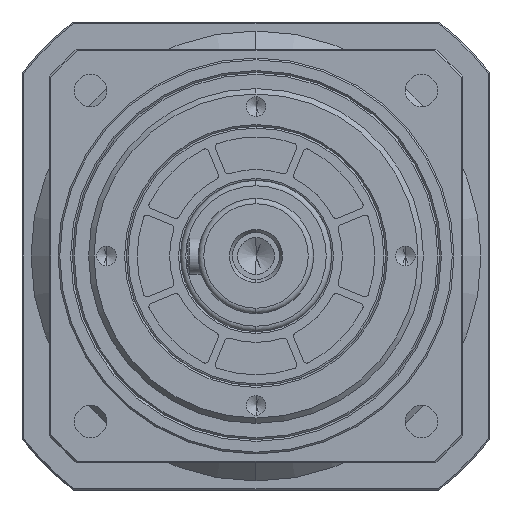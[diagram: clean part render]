
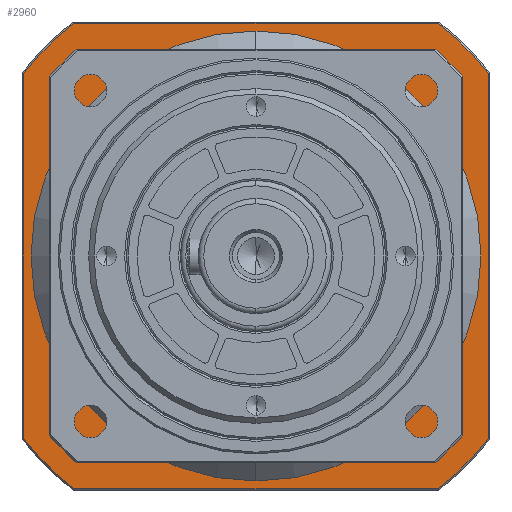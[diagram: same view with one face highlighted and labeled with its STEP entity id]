
A CAD part, left-side view. The second image highlights one B-rep face of the part: STEP entity #2960.
In plain terms, the highlighted planar face has unit normal (-1, 0, 0).
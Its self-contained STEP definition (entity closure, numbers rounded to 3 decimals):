
#248 = ORIENTED_EDGE ( 'NONE', *, *, #15703, .T. ) ;
#945 = DIRECTION ( 'NONE',  ( -1., 0., 0. ) ) ;
#1159 = VERTEX_POINT ( 'NONE', #7847 ) ;
#1176 = CARTESIAN_POINT ( 'NONE',  ( 0., 50.668, 64.6 ) ) ;
#1972 = EDGE_LOOP ( 'NONE', ( #21255, #20312 ) ) ;
#2518 = DIRECTION ( 'NONE',  ( 0., -1., 0. ) ) ;
#2603 = CARTESIAN_POINT ( 'NONE',  ( 0., 64.6, 50.668 ) ) ;
#2688 = AXIS2_PLACEMENT_3D ( 'NONE', #10798, #945, #12486 ) ;
#2725 = EDGE_CURVE ( 'NONE', #7707, #13528, #17724, .T. ) ;
#2746 = CARTESIAN_POINT ( 'NONE',  ( 0., 64.6, 0. ) ) ;
#2802 = CARTESIAN_POINT ( 'NONE',  ( 0., 64.6, -50.668 ) ) ;
#2846 = EDGE_CURVE ( 'NONE', #1159, #5717, #3527, .T. ) ;
#2960 = ADVANCED_FACE ( 'NONE', ( #14635, #9707 ), #13047, .F. ) ;
#3028 = VECTOR ( 'NONE', #9993, 1000. ) ;
#3165 = DIRECTION ( 'NONE',  ( 1., 0., 0. ) ) ;
#3361 = CARTESIAN_POINT ( 'NONE',  ( 0., 39., 64.6 ) ) ;
#3527 = CIRCLE ( 'NONE', #4677, 82.1 ) ;
#3663 = CARTESIAN_POINT ( 'NONE',  ( 0., 0., 0. ) ) ;
#3732 = VERTEX_POINT ( 'NONE', #9936 ) ;
#3804 = CARTESIAN_POINT ( 'NONE',  ( 0., 0., 0. ) ) ;
#4611 = CIRCLE ( 'NONE', #14979, 39.4 ) ;
#4639 = CARTESIAN_POINT ( 'NONE',  ( 0., 0., 0. ) ) ;
#4677 = AXIS2_PLACEMENT_3D ( 'NONE', #17950, #8080, #19598 ) ;
#5292 = DIRECTION ( 'NONE',  ( 0., 0., -1. ) ) ;
#5334 = LINE ( 'NONE', #12330, #9223 ) ;
#5352 = ORIENTED_EDGE ( 'NONE', *, *, #7700, .T. ) ;
#5443 = CIRCLE ( 'NONE', #14209, 82.1 ) ;
#5464 = DIRECTION ( 'NONE',  ( 0., 0., -1. ) ) ;
#5717 = VERTEX_POINT ( 'NONE', #10396 ) ;
#6317 = DIRECTION ( 'NONE',  ( 0., 0., -1. ) ) ;
#6492 = AXIS2_PLACEMENT_3D ( 'NONE', #19120, #9237, #20770 ) ;
#6919 = EDGE_CURVE ( 'NONE', #18857, #9901, #9519, .T. ) ;
#7063 = LINE ( 'NONE', #19640, #15335 ) ;
#7501 = ORIENTED_EDGE ( 'NONE', *, *, #9210, .T. ) ;
#7700 = EDGE_CURVE ( 'NONE', #13528, #20074, #19033, .T. ) ;
#7707 = VERTEX_POINT ( 'NONE', #2603 ) ;
#7847 = CARTESIAN_POINT ( 'NONE',  ( 0., -50.668, -64.6 ) ) ;
#8080 = DIRECTION ( 'NONE',  ( -1., 0., 0. ) ) ;
#9210 = EDGE_CURVE ( 'NONE', #5717, #3732, #7063, .T. ) ;
#9223 = VECTOR ( 'NONE', #2518, 1000. ) ;
#9237 = DIRECTION ( 'NONE',  ( -1., 0., 0. ) ) ;
#9314 = VERTEX_POINT ( 'NONE', #12476 ) ;
#9519 = CIRCLE ( 'NONE', #14914, 39.4 ) ;
#9707 = FACE_OUTER_BOUND ( 'NONE', #18027, .T. ) ;
#9756 = DIRECTION ( 'NONE',  ( 0., 0., 1. ) ) ;
#9901 = VERTEX_POINT ( 'NONE', #10990 ) ;
#9936 = CARTESIAN_POINT ( 'NONE',  ( 0., -64.6, 50.668 ) ) ;
#9993 = DIRECTION ( 'NONE',  ( 0., 1., 0. ) ) ;
#10396 = CARTESIAN_POINT ( 'NONE',  ( 0., -64.6, -50.668 ) ) ;
#10798 = CARTESIAN_POINT ( 'NONE',  ( 0., 0., 0. ) ) ;
#10990 = CARTESIAN_POINT ( 'NONE',  ( 0., 0., 39.4 ) ) ;
#12330 = CARTESIAN_POINT ( 'NONE',  ( 0., 39., -64.6 ) ) ;
#12335 = LINE ( 'NONE', #3361, #3028 ) ;
#12476 = CARTESIAN_POINT ( 'NONE',  ( 0., -50.668, 64.6 ) ) ;
#12486 = DIRECTION ( 'NONE',  ( 0., 0., -1. ) ) ;
#12592 = CARTESIAN_POINT ( 'NONE',  ( 0., 50.668, -64.6 ) ) ;
#12625 = DIRECTION ( 'NONE',  ( 0., 0., -1. ) ) ;
#13047 = PLANE ( 'NONE',  #15763 ) ;
#13352 = VECTOR ( 'NONE', #12625, 1000. ) ;
#13515 = ORIENTED_EDGE ( 'NONE', *, *, #20675, .T. ) ;
#13528 = VERTEX_POINT ( 'NONE', #2802 ) ;
#13955 = EDGE_CURVE ( 'NONE', #9901, #18857, #4611, .T. ) ;
#14086 = ORIENTED_EDGE ( 'NONE', *, *, #18640, .T. ) ;
#14209 = AXIS2_PLACEMENT_3D ( 'NONE', #3663, #15203, #5292 ) ;
#14635 = FACE_BOUND ( 'NONE', #1972, .T. ) ;
#14710 = DIRECTION ( 'NONE',  ( 0., 0., -1. ) ) ;
#14914 = AXIS2_PLACEMENT_3D ( 'NONE', #4639, #16203, #6317 ) ;
#14979 = AXIS2_PLACEMENT_3D ( 'NONE', #3804, #15371, #5464 ) ;
#15095 = ORIENTED_EDGE ( 'NONE', *, *, #2846, .T. ) ;
#15203 = DIRECTION ( 'NONE',  ( -1., 0., 0. ) ) ;
#15311 = EDGE_CURVE ( 'NONE', #20074, #1159, #5334, .T. ) ;
#15335 = VECTOR ( 'NONE', #9756, 1000. ) ;
#15371 = DIRECTION ( 'NONE',  ( 1., 0., 0. ) ) ;
#15703 = EDGE_CURVE ( 'NONE', #9314, #20744, #12335, .T. ) ;
#15763 = AXIS2_PLACEMENT_3D ( 'NONE', #19583, #3165, #14710 ) ;
#15850 = CARTESIAN_POINT ( 'NONE',  ( 0., 0., -39.4 ) ) ;
#16203 = DIRECTION ( 'NONE',  ( 1., 0., 0. ) ) ;
#16257 = CIRCLE ( 'NONE', #6492, 82.1 ) ;
#17724 = LINE ( 'NONE', #2746, #13352 ) ;
#17950 = CARTESIAN_POINT ( 'NONE',  ( 0., 0., 0. ) ) ;
#18027 = EDGE_LOOP ( 'NONE', ( #21215, #5352, #18045, #15095, #7501, #14086, #248, #13515 ) ) ;
#18045 = ORIENTED_EDGE ( 'NONE', *, *, #15311, .T. ) ;
#18640 = EDGE_CURVE ( 'NONE', #3732, #9314, #5443, .T. ) ;
#18857 = VERTEX_POINT ( 'NONE', #15850 ) ;
#19033 = CIRCLE ( 'NONE', #2688, 82.1 ) ;
#19120 = CARTESIAN_POINT ( 'NONE',  ( 0., 0., 0. ) ) ;
#19583 = CARTESIAN_POINT ( 'NONE',  ( 0., 39., 0. ) ) ;
#19598 = DIRECTION ( 'NONE',  ( 0., 0., -1. ) ) ;
#19640 = CARTESIAN_POINT ( 'NONE',  ( 0., -64.6, 0. ) ) ;
#20074 = VERTEX_POINT ( 'NONE', #12592 ) ;
#20312 = ORIENTED_EDGE ( 'NONE', *, *, #6919, .T. ) ;
#20675 = EDGE_CURVE ( 'NONE', #20744, #7707, #16257, .T. ) ;
#20744 = VERTEX_POINT ( 'NONE', #1176 ) ;
#20770 = DIRECTION ( 'NONE',  ( 0., 0., -1. ) ) ;
#21215 = ORIENTED_EDGE ( 'NONE', *, *, #2725, .T. ) ;
#21255 = ORIENTED_EDGE ( 'NONE', *, *, #13955, .T. ) ;
